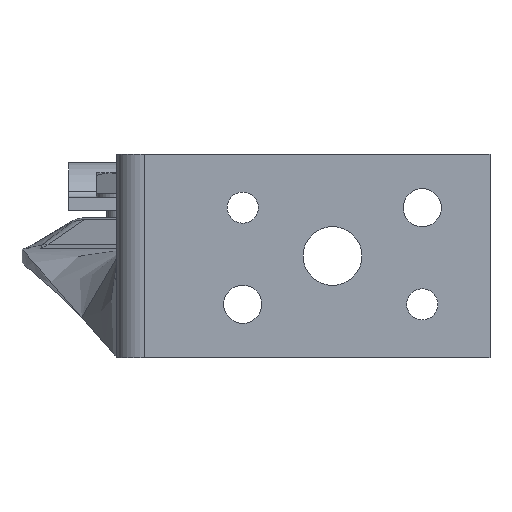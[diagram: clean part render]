
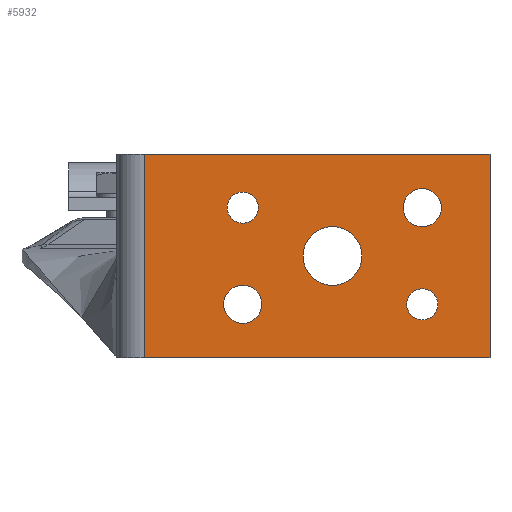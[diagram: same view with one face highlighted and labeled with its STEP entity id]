
A CAD part, front view. The second image highlights one B-rep face of the part: STEP entity #5932.
In plain terms, the highlighted face is planar.
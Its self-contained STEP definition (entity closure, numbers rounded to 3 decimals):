
#30 = CARTESIAN_POINT ( 'NONE',  ( -74., -6., 19.95 ) ) ;
#104 = DIRECTION ( 'NONE',  ( 1., 0., 0. ) ) ;
#143 = CIRCLE ( 'NONE', #3112, 2.75 ) ;
#226 = EDGE_CURVE ( 'NONE', #2052, #4816, #735, .T. ) ;
#261 = VERTEX_POINT ( 'NONE', #2834 ) ;
#405 = VERTEX_POINT ( 'NONE', #3499 ) ;
#499 = EDGE_CURVE ( 'NONE', #261, #5690, #5598, .T. ) ;
#636 = VERTEX_POINT ( 'NONE', #5975 ) ;
#650 = ORIENTED_EDGE ( 'NONE', *, *, #5128, .T. ) ;
#691 = LINE ( 'NONE', #2128, #4486 ) ;
#698 = CARTESIAN_POINT ( 'NONE',  ( -74., 8., 19.45 ) ) ;
#710 = CARTESIAN_POINT ( 'NONE',  ( -74., 8., 40.45 ) ) ;
#735 = CIRCLE ( 'NONE', #927, 2.75 ) ;
#747 = PLANE ( 'NONE',  #945 ) ;
#778 = FACE_BOUND ( 'NONE', #2065, .T. ) ;
#821 = DIRECTION ( 'NONE',  ( 0., 0., -1. ) ) ;
#853 = CARTESIAN_POINT ( 'NONE',  ( -74., -6., 17.2 ) ) ;
#855 = ORIENTED_EDGE ( 'NONE', *, *, #1329, .T. ) ;
#872 = DIRECTION ( 'NONE',  ( 0., 0., -1. ) ) ;
#876 = CARTESIAN_POINT ( 'NONE',  ( -74., 15.75, 53. ) ) ;
#927 = AXIS2_PLACEMENT_3D ( 'NONE', #2334, #4219, #2388 ) ;
#934 = VECTOR ( 'NONE', #5156, 1000. ) ;
#936 = AXIS2_PLACEMENT_3D ( 'NONE', #5101, #1794, #3669 ) ;
#945 = AXIS2_PLACEMENT_3D ( 'NONE', #3635, #3724, #872 ) ;
#1047 = DIRECTION ( 'NONE',  ( 0., 0., -1. ) ) ;
#1093 = DIRECTION ( 'NONE',  ( 0., 0., -1. ) ) ;
#1104 = CARTESIAN_POINT ( 'NONE',  ( -74., 8., 45.95 ) ) ;
#1125 = CIRCLE ( 'NONE', #4591, 2.75 ) ;
#1294 = ORIENTED_EDGE ( 'NONE', *, *, #3465, .F. ) ;
#1324 = EDGE_LOOP ( 'NONE', ( #855, #1638 ) ) ;
#1329 = EDGE_CURVE ( 'NONE', #405, #3085, #3612, .T. ) ;
#1356 = EDGE_LOOP ( 'NONE', ( #4731, #3260 ) ) ;
#1394 = VERTEX_POINT ( 'NONE', #5747 ) ;
#1401 = DIRECTION ( 'NONE',  ( 0., -1., 0. ) ) ;
#1500 = EDGE_CURVE ( 'NONE', #5690, #261, #3903, .T. ) ;
#1541 = CIRCLE ( 'NONE', #4491, 4.25 ) ;
#1623 = DIRECTION ( 'NONE',  ( 0., 0., -1. ) ) ;
#1638 = ORIENTED_EDGE ( 'NONE', *, *, #5179, .T. ) ;
#1663 = CARTESIAN_POINT ( 'NONE',  ( -74., -6., 45.45 ) ) ;
#1724 = CARTESIAN_POINT ( 'NONE',  ( -74., 8., 17.2 ) ) ;
#1777 = VERTEX_POINT ( 'NONE', #1104 ) ;
#1794 = DIRECTION ( 'NONE',  ( 1., 0., 0. ) ) ;
#1800 = ORIENTED_EDGE ( 'NONE', *, *, #3832, .F. ) ;
#1820 = LINE ( 'NONE', #4222, #934 ) ;
#1844 = FACE_OUTER_BOUND ( 'NONE', #3763, .T. ) ;
#1948 = CARTESIAN_POINT ( 'NONE',  ( -74., 8., 43.2 ) ) ;
#2043 = ORIENTED_EDGE ( 'NONE', *, *, #4389, .T. ) ;
#2052 = VERTEX_POINT ( 'NONE', #5664 ) ;
#2065 = EDGE_LOOP ( 'NONE', ( #4838, #3696 ) ) ;
#2081 = DIRECTION ( 'NONE',  ( 1., 0., 0. ) ) ;
#2116 = CARTESIAN_POINT ( 'NONE',  ( -74., 15.75, 53. ) ) ;
#2124 = AXIS2_PLACEMENT_3D ( 'NONE', #1948, #5228, #2843 ) ;
#2128 = CARTESIAN_POINT ( 'NONE',  ( -74., 15.75, 3. ) ) ;
#2332 = CIRCLE ( 'NONE', #4998, 2.25 ) ;
#2334 = CARTESIAN_POINT ( 'NONE',  ( -74., -6., 17.2 ) ) ;
#2369 = CARTESIAN_POINT ( 'NONE',  ( -74., -6., 43.2 ) ) ;
#2388 = DIRECTION ( 'NONE',  ( 0., 0., -1. ) ) ;
#2447 = ORIENTED_EDGE ( 'NONE', *, *, #4054, .T. ) ;
#2515 = AXIS2_PLACEMENT_3D ( 'NONE', #5363, #2081, #3442 ) ;
#2521 = AXIS2_PLACEMENT_3D ( 'NONE', #1724, #5862, #1623 ) ;
#2526 = CIRCLE ( 'NONE', #3711, 4.25 ) ;
#2547 = EDGE_CURVE ( 'NONE', #5543, #1777, #1125, .T. ) ;
#2586 = DIRECTION ( 'NONE',  ( 0., 0., 1. ) ) ;
#2675 = FACE_BOUND ( 'NONE', #1324, .T. ) ;
#2742 = CARTESIAN_POINT ( 'NONE',  ( -74., 15.75, 3. ) ) ;
#2749 = DIRECTION ( 'NONE',  ( 0., 0., -1. ) ) ;
#2826 = CARTESIAN_POINT ( 'NONE',  ( -74., 15.75, 3. ) ) ;
#2834 = CARTESIAN_POINT ( 'NONE',  ( -74., 8., 14.95 ) ) ;
#2843 = DIRECTION ( 'NONE',  ( 0., 0., -1. ) ) ;
#2995 = VERTEX_POINT ( 'NONE', #5293 ) ;
#3085 = VERTEX_POINT ( 'NONE', #1663 ) ;
#3097 = FACE_BOUND ( 'NONE', #3321, .T. ) ;
#3112 = AXIS2_PLACEMENT_3D ( 'NONE', #853, #3268, #2749 ) ;
#3197 = LINE ( 'NONE', #2742, #5875 ) ;
#3260 = ORIENTED_EDGE ( 'NONE', *, *, #1500, .T. ) ;
#3268 = DIRECTION ( 'NONE',  ( 1., 0., 0. ) ) ;
#3305 = CARTESIAN_POINT ( 'NONE',  ( -74., 1., 30.2 ) ) ;
#3321 = EDGE_LOOP ( 'NONE', ( #4727, #2447 ) ) ;
#3342 = DIRECTION ( 'NONE',  ( 1., 0., 0. ) ) ;
#3442 = DIRECTION ( 'NONE',  ( 0., 0., -1. ) ) ;
#3465 = EDGE_CURVE ( 'NONE', #5419, #636, #3728, .T. ) ;
#3499 = CARTESIAN_POINT ( 'NONE',  ( -74., -6., 40.95 ) ) ;
#3516 = EDGE_CURVE ( 'NONE', #3654, #4195, #3197, .T. ) ;
#3612 = CIRCLE ( 'NONE', #936, 2.25 ) ;
#3635 = CARTESIAN_POINT ( 'NONE',  ( -74., 15.75, 3. ) ) ;
#3654 = VERTEX_POINT ( 'NONE', #2826 ) ;
#3669 = DIRECTION ( 'NONE',  ( 0., 0., -1. ) ) ;
#3696 = ORIENTED_EDGE ( 'NONE', *, *, #3983, .T. ) ;
#3711 = AXIS2_PLACEMENT_3D ( 'NONE', #5114, #5701, #1047 ) ;
#3724 = DIRECTION ( 'NONE',  ( 1., 0., 0. ) ) ;
#3728 = LINE ( 'NONE', #876, #3897 ) ;
#3763 = EDGE_LOOP ( 'NONE', ( #2043, #1294, #1800, #4951 ) ) ;
#3832 = EDGE_CURVE ( 'NONE', #3654, #5419, #691, .T. ) ;
#3891 = DIRECTION ( 'NONE',  ( 0., 0., -1. ) ) ;
#3897 = VECTOR ( 'NONE', #1401, 1000. ) ;
#3903 = CIRCLE ( 'NONE', #2521, 2.25 ) ;
#3983 = EDGE_CURVE ( 'NONE', #4816, #2052, #143, .T. ) ;
#4054 = EDGE_CURVE ( 'NONE', #1777, #5543, #5788, .T. ) ;
#4160 = DIRECTION ( 'NONE',  ( 0., -1., 0. ) ) ;
#4195 = VERTEX_POINT ( 'NONE', #5748 ) ;
#4219 = DIRECTION ( 'NONE',  ( 1., 0., 0. ) ) ;
#4222 = CARTESIAN_POINT ( 'NONE',  ( -74., -13.75, 3. ) ) ;
#4389 = EDGE_CURVE ( 'NONE', #4195, #636, #1820, .T. ) ;
#4466 = ORIENTED_EDGE ( 'NONE', *, *, #5155, .T. ) ;
#4486 = VECTOR ( 'NONE', #2586, 1000. ) ;
#4491 = AXIS2_PLACEMENT_3D ( 'NONE', #3305, #3342, #3891 ) ;
#4591 = AXIS2_PLACEMENT_3D ( 'NONE', #5344, #104, #1093 ) ;
#4727 = ORIENTED_EDGE ( 'NONE', *, *, #2547, .T. ) ;
#4731 = ORIENTED_EDGE ( 'NONE', *, *, #499, .T. ) ;
#4816 = VERTEX_POINT ( 'NONE', #30 ) ;
#4838 = ORIENTED_EDGE ( 'NONE', *, *, #226, .T. ) ;
#4951 = ORIENTED_EDGE ( 'NONE', *, *, #3516, .T. ) ;
#4990 = FACE_BOUND ( 'NONE', #1356, .T. ) ;
#4998 = AXIS2_PLACEMENT_3D ( 'NONE', #2369, #5009, #821 ) ;
#5009 = DIRECTION ( 'NONE',  ( 1., 0., 0. ) ) ;
#5101 = CARTESIAN_POINT ( 'NONE',  ( -74., -6., 43.2 ) ) ;
#5114 = CARTESIAN_POINT ( 'NONE',  ( -74., 1., 30.2 ) ) ;
#5128 = EDGE_CURVE ( 'NONE', #2995, #1394, #2526, .T. ) ;
#5155 = EDGE_CURVE ( 'NONE', #1394, #2995, #1541, .T. ) ;
#5156 = DIRECTION ( 'NONE',  ( 0., 0., 1. ) ) ;
#5179 = EDGE_CURVE ( 'NONE', #3085, #405, #2332, .T. ) ;
#5228 = DIRECTION ( 'NONE',  ( 1., 0., 0. ) ) ;
#5293 = CARTESIAN_POINT ( 'NONE',  ( -74., 1., 25.95 ) ) ;
#5344 = CARTESIAN_POINT ( 'NONE',  ( -74., 8., 43.2 ) ) ;
#5363 = CARTESIAN_POINT ( 'NONE',  ( -74., 8., 17.2 ) ) ;
#5419 = VERTEX_POINT ( 'NONE', #2116 ) ;
#5543 = VERTEX_POINT ( 'NONE', #710 ) ;
#5598 = CIRCLE ( 'NONE', #2515, 2.25 ) ;
#5664 = CARTESIAN_POINT ( 'NONE',  ( -74., -6., 14.45 ) ) ;
#5690 = VERTEX_POINT ( 'NONE', #698 ) ;
#5701 = DIRECTION ( 'NONE',  ( 1., 0., 0. ) ) ;
#5747 = CARTESIAN_POINT ( 'NONE',  ( -74., 1., 34.45 ) ) ;
#5748 = CARTESIAN_POINT ( 'NONE',  ( -74., -13.75, 3. ) ) ;
#5788 = CIRCLE ( 'NONE', #2124, 2.75 ) ;
#5862 = DIRECTION ( 'NONE',  ( 1., 0., 0. ) ) ;
#5875 = VECTOR ( 'NONE', #4160, 1000. ) ;
#5932 = ADVANCED_FACE ( 'NONE', ( #5951, #3097, #778, #4990, #2675, #1844 ), #747, .F. ) ;
#5951 = FACE_BOUND ( 'NONE', #5959, .T. ) ;
#5959 = EDGE_LOOP ( 'NONE', ( #650, #4466 ) ) ;
#5975 = CARTESIAN_POINT ( 'NONE',  ( -74., -13.75, 53. ) ) ;
